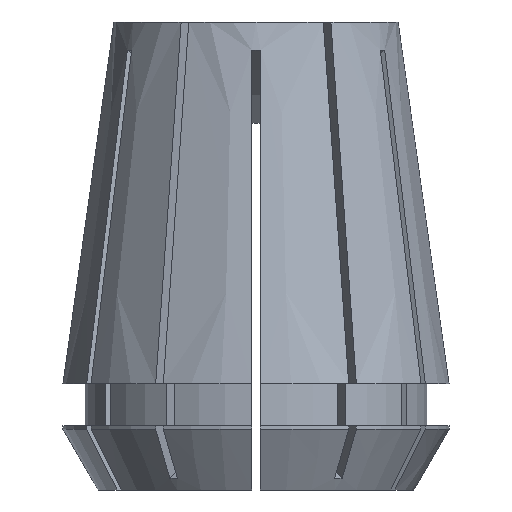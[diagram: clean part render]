
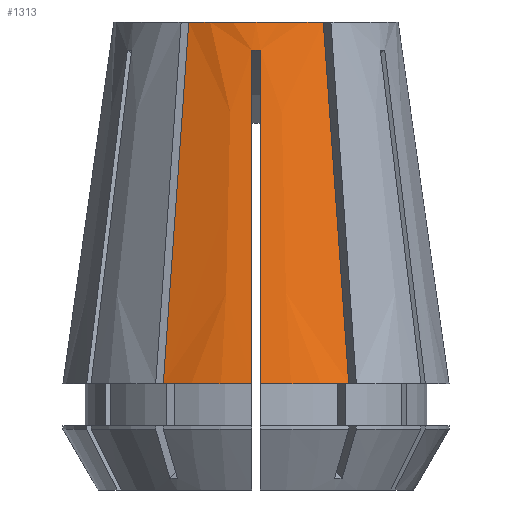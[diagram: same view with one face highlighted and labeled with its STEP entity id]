
A CAD part, front view. The second image highlights one B-rep face of the part: STEP entity #1313.
In plain terms, the highlighted conical face has half-angle 8 degrees and reference radius 16.5 mm.
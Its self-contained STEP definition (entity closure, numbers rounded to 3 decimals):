
#42 = CARTESIAN_POINT ( 'NONE',  ( -5.751, -10.711, 0. ) ) ;
#74 = ORIENTED_EDGE ( 'NONE', *, *, #1493, .F. ) ;
#162 = DIRECTION ( 'NONE',  ( 1., 0., 0. ) ) ;
#345 = CARTESIAN_POINT ( 'NONE',  ( -6.246, -11.569, -7.045 ) ) ;
#485 = ORIENTED_EDGE ( 'NONE', *, *, #3194, .T. ) ;
#523 = B_SPLINE_CURVE_WITH_KNOTS ( 'NONE', 3,
 ( #2476, #631, #3411, #1562 ),
 .UNSPECIFIED., .F., .F.,
 ( 4, 4 ),
 ( 0.024, 0.052 ),
 .UNSPECIFIED. ) ;
#631 = CARTESIAN_POINT ( 'NONE',  ( -0.375, -15.161, -21.401 ) ) ;
#655 = CARTESIAN_POINT ( 'NONE',  ( 6.742, -12.427, -14.091 ) ) ;
#659 = CARTESIAN_POINT ( 'NONE',  ( -7.237, -13.285, -21.136 ) ) ;
#768 = ORIENTED_EDGE ( 'NONE', *, *, #2488, .F. ) ;
#779 = CARTESIAN_POINT ( 'NONE',  ( 0.375, -12.49, -2.403 ) ) ;
#788 = EDGE_CURVE ( 'NONE', #1924, #967, #3119, .T. ) ;
#945 = CARTESIAN_POINT ( 'NONE',  ( 7.466, -13.681, -24.391 ) ) ;
#951 = CARTESIAN_POINT ( 'NONE',  ( -7.695, -14.077, -27.645 ) ) ;
#967 = VERTEX_POINT ( 'NONE', #3581 ) ;
#999 = CARTESIAN_POINT ( 'NONE',  ( -0.375, -16.496, -30.9 ) ) ;
#1129 = B_SPLINE_CURVE_WITH_KNOTS ( 'NONE', 3,
 ( #3595, #3918, #3230, #779 ),
 .UNSPECIFIED., .F., .F.,
 ( 4, 4 ),
 ( 0.024, 0.052 ),
 .UNSPECIFIED. ) ;
#1200 = EDGE_CURVE ( 'NONE', #2896, #1455, #3298, .T. ) ;
#1251 = CARTESIAN_POINT ( 'NONE',  ( 7.923, -14.474, -30.9 ) ) ;
#1289 = AXIS2_PLACEMENT_3D ( 'NONE', #3845, #1995, #162 ) ;
#1313 = ADVANCED_FACE ( 'NONE', ( #3735 ), #1983, .T. ) ;
#1455 = VERTEX_POINT ( 'NONE', #2691 ) ;
#1457 = ORIENTED_EDGE ( 'NONE', *, *, #2473, .T. ) ;
#1461 = B_SPLINE_CURVE_WITH_KNOTS ( 'NONE', 3,
 ( #3722, #2148, #655, #2805, #945, #3111, #1251 ),
 .UNSPECIFIED., .F., .F.,
 ( 4, 3, 4 ),
 ( 0., 0.021, 0.031 ),
 .UNSPECIFIED. ) ;
#1488 = VERTEX_POINT ( 'NONE', #2924 ) ;
#1493 = EDGE_CURVE ( 'NONE', #2896, #2456, #1129, .T. ) ;
#1531 = CARTESIAN_POINT ( 'NONE',  ( 0., 0., -30.9 ) ) ;
#1562 = CARTESIAN_POINT ( 'NONE',  ( -0.375, -12.49, -2.403 ) ) ;
#1568 = DIRECTION ( 'NONE',  ( 0., 0., -1. ) ) ;
#1587 = DIRECTION ( 'NONE',  ( -1., 0., 0. ) ) ;
#1720 = CARTESIAN_POINT ( 'NONE',  ( -0.125, -12.497, -2.399 ) ) ;
#1730 = CARTESIAN_POINT ( 'NONE',  ( -0.375, -12.49, -2.403 ) ) ;
#1750 = CARTESIAN_POINT ( 'NONE',  ( -0.375, -12.49, -2.403 ) ) ;
#1784 = EDGE_CURVE ( 'NONE', #3435, #2456, #2427, .T. ) ;
#1902 = CARTESIAN_POINT ( 'NONE',  ( 0., 0., 0. ) ) ;
#1924 = VERTEX_POINT ( 'NONE', #2006 ) ;
#1983 = CONICAL_SURFACE ( 'NONE', #2550, 16.5, 0.14 ) ;
#1995 = DIRECTION ( 'NONE',  ( 0., 0., 1. ) ) ;
#2006 = CARTESIAN_POINT ( 'NONE',  ( -5.751, -10.711, 0. ) ) ;
#2012 = CARTESIAN_POINT ( 'NONE',  ( 0.125, -12.497, -2.399 ) ) ;
#2090 = CIRCLE ( 'NONE', #1289, 16.5 ) ;
#2148 = CARTESIAN_POINT ( 'NONE',  ( 6.246, -11.569, -7.045 ) ) ;
#2216 = B_SPLINE_CURVE_WITH_KNOTS ( 'NONE', 3,
 ( #42, #345, #2487, #659, #2814, #951, #3114 ),
 .UNSPECIFIED., .F., .F.,
 ( 4, 3, 4 ),
 ( 0., 0.021, 0.031 ),
 .UNSPECIFIED. ) ;
#2252 = AXIS2_PLACEMENT_3D ( 'NONE', #2987, #3008, #3269 ) ;
#2272 = CARTESIAN_POINT ( 'NONE',  ( 0.375, -12.49, -2.403 ) ) ;
#2427 = B_SPLINE_CURVE_WITH_KNOTS ( 'NONE', 3,
 ( #1750, #1720, #2012, #2272 ),
 .UNSPECIFIED., .F., .F.,
 ( 4, 4 ),
 ( 0., 0.001 ),
 .UNSPECIFIED. ) ;
#2456 = VERTEX_POINT ( 'NONE', #3063 ) ;
#2473 = EDGE_CURVE ( 'NONE', #3804, #3435, #523, .T. ) ;
#2476 = CARTESIAN_POINT ( 'NONE',  ( -0.375, -16.496, -30.9 ) ) ;
#2487 = CARTESIAN_POINT ( 'NONE',  ( -6.742, -12.427, -14.091 ) ) ;
#2488 = EDGE_CURVE ( 'NONE', #967, #1455, #1461, .T. ) ;
#2550 = AXIS2_PLACEMENT_3D ( 'NONE', #1531, #1568, #1587 ) ;
#2619 = ORIENTED_EDGE ( 'NONE', *, *, #1784, .T. ) ;
#2691 = CARTESIAN_POINT ( 'NONE',  ( 7.923, -14.474, -30.9 ) ) ;
#2729 = EDGE_LOOP ( 'NONE', ( #768, #3225, #3872, #485, #1457, #2619, #74, #2962 ) ) ;
#2770 = CARTESIAN_POINT ( 'NONE',  ( 0.375, -16.496, -30.9 ) ) ;
#2805 = CARTESIAN_POINT ( 'NONE',  ( 7.237, -13.285, -21.136 ) ) ;
#2814 = CARTESIAN_POINT ( 'NONE',  ( -7.466, -13.681, -24.391 ) ) ;
#2896 = VERTEX_POINT ( 'NONE', #2770 ) ;
#2924 = CARTESIAN_POINT ( 'NONE',  ( -7.923, -14.474, -30.9 ) ) ;
#2962 = ORIENTED_EDGE ( 'NONE', *, *, #1200, .T. ) ;
#2987 = CARTESIAN_POINT ( 'NONE',  ( 0., 0., -30.9 ) ) ;
#3008 = DIRECTION ( 'NONE',  ( 0., 0., 1. ) ) ;
#3063 = CARTESIAN_POINT ( 'NONE',  ( 0.375, -12.49, -2.403 ) ) ;
#3111 = CARTESIAN_POINT ( 'NONE',  ( 7.695, -14.077, -27.645 ) ) ;
#3114 = CARTESIAN_POINT ( 'NONE',  ( -7.923, -14.474, -30.9 ) ) ;
#3119 = CIRCLE ( 'NONE', #3469, 12.158 ) ;
#3194 = EDGE_CURVE ( 'NONE', #1488, #3804, #2090, .T. ) ;
#3225 = ORIENTED_EDGE ( 'NONE', *, *, #788, .F. ) ;
#3230 = CARTESIAN_POINT ( 'NONE',  ( 0.375, -13.825, -11.902 ) ) ;
#3269 = DIRECTION ( 'NONE',  ( 1., 0., 0. ) ) ;
#3298 = CIRCLE ( 'NONE', #2252, 16.5 ) ;
#3411 = CARTESIAN_POINT ( 'NONE',  ( -0.375, -13.825, -11.902 ) ) ;
#3435 = VERTEX_POINT ( 'NONE', #1730 ) ;
#3469 = AXIS2_PLACEMENT_3D ( 'NONE', #1902, #3751, #3745 ) ;
#3581 = CARTESIAN_POINT ( 'NONE',  ( 5.751, -10.711, 0. ) ) ;
#3595 = CARTESIAN_POINT ( 'NONE',  ( 0.375, -16.496, -30.9 ) ) ;
#3693 = EDGE_CURVE ( 'NONE', #1924, #1488, #2216, .T. ) ;
#3722 = CARTESIAN_POINT ( 'NONE',  ( 5.751, -10.711, 0. ) ) ;
#3735 = FACE_OUTER_BOUND ( 'NONE', #2729, .T. ) ;
#3745 = DIRECTION ( 'NONE',  ( 1., 0., 0. ) ) ;
#3751 = DIRECTION ( 'NONE',  ( 0., 0., 1. ) ) ;
#3804 = VERTEX_POINT ( 'NONE', #999 ) ;
#3845 = CARTESIAN_POINT ( 'NONE',  ( 0., 0., -30.9 ) ) ;
#3872 = ORIENTED_EDGE ( 'NONE', *, *, #3693, .T. ) ;
#3918 = CARTESIAN_POINT ( 'NONE',  ( 0.375, -15.161, -21.401 ) ) ;
